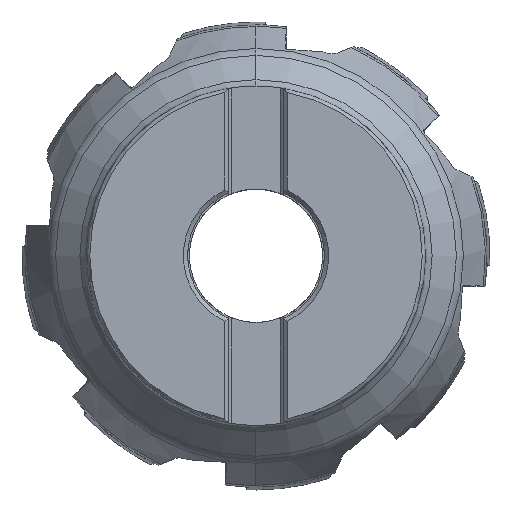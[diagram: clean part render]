
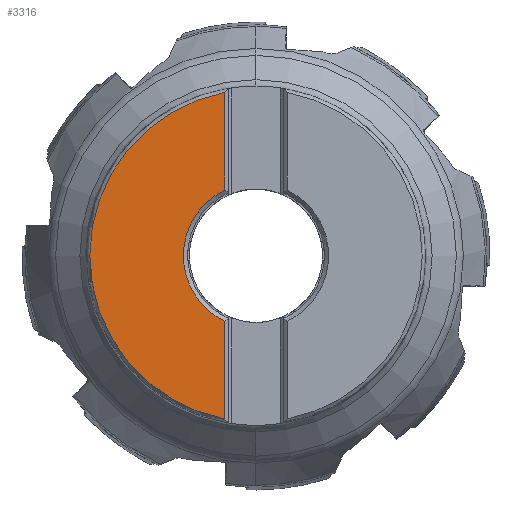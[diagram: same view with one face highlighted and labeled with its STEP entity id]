
A CAD part, top view. The second image highlights one B-rep face of the part: STEP entity #3316.
In plain terms, the highlighted planar face has unit normal (0, 0, 1).
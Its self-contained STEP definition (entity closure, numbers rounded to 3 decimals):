
#328=PLANE('',#19733);
#1335=LINE('',#33068,#2207);
#1336=LINE('',#33069,#2208);
#2207=VECTOR('',#22667,1.);
#2208=VECTOR('',#22668,1.);
#3316=ADVANCED_FACE('',(#4424),#328,.F.);
#4424=FACE_OUTER_BOUND('',#5452,.T.);
#5452=EDGE_LOOP('',(#8881,#8882,#8883,#8884,#8885));
#8881=ORIENTED_EDGE('',*,*,#16005,.F.);
#8882=ORIENTED_EDGE('',*,*,#16006,.F.);
#8883=ORIENTED_EDGE('',*,*,#16004,.F.);
#8884=ORIENTED_EDGE('',*,*,#16003,.F.);
#8885=ORIENTED_EDGE('',*,*,#16007,.F.);
#13814=VERTEX_POINT('',#33034);
#13817=VERTEX_POINT('',#33060);
#13818=VERTEX_POINT('',#33062);
#13819=VERTEX_POINT('',#33066);
#13820=VERTEX_POINT('',#33067);
#16003=EDGE_CURVE('',#13817,#13818,#18280,.T.);
#16004=EDGE_CURVE('',#13818,#13814,#18281,.T.);
#16005=EDGE_CURVE('',#13819,#13820,#18282,.T.);
#16006=EDGE_CURVE('',#13814,#13819,#1335,.T.);
#16007=EDGE_CURVE('',#13820,#13817,#1336,.T.);
#18280=CIRCLE('',#19729,47.474);
#18281=CIRCLE('',#19730,47.474);
#18282=CIRCLE('',#19732,20.75);
#19729=AXIS2_PLACEMENT_3D('',#33061,#22659,#22660);
#19730=AXIS2_PLACEMENT_3D('',#33063,#22661,#22662);
#19732=AXIS2_PLACEMENT_3D('',#33065,#22665,#22666);
#19733=AXIS2_PLACEMENT_3D('',#33070,#22669,#22670);
#22659=DIRECTION('',(0.,0.,-1.));
#22660=DIRECTION('',(-0.188,-0.982,0.));
#22661=DIRECTION('',(0.,0.,-1.));
#22662=DIRECTION('',(-1.,0.002,0.));
#22665=DIRECTION('',(0.,0.,1.));
#22666=DIRECTION('',(-0.431,0.902,0.));
#22667=DIRECTION('',(0.,-1.,0.));
#22668=DIRECTION('',(0.,-1.,0.));
#22669=DIRECTION('',(0.,0.,-1.));
#22670=DIRECTION('',(0.,1.,0.));
#33034=CARTESIAN_POINT('',(-8.937,46.625,0.));
#33060=CARTESIAN_POINT('',(-8.937,-46.625,0.));
#33061=CARTESIAN_POINT('',(0.,0.,0.));
#33062=CARTESIAN_POINT('',(-47.473,0.117,0.));
#33063=CARTESIAN_POINT('',(0.,0.,0.));
#33065=CARTESIAN_POINT('',(0.,0.,0.));
#33066=CARTESIAN_POINT('',(-8.938,18.727,0.));
#33067=CARTESIAN_POINT('',(-8.937,-18.727,0.));
#33068=CARTESIAN_POINT('',(-8.938,46.625,0.));
#33069=CARTESIAN_POINT('',(-8.937,-18.727,0.));
#33070=CARTESIAN_POINT('',(60.,48.,0.));
